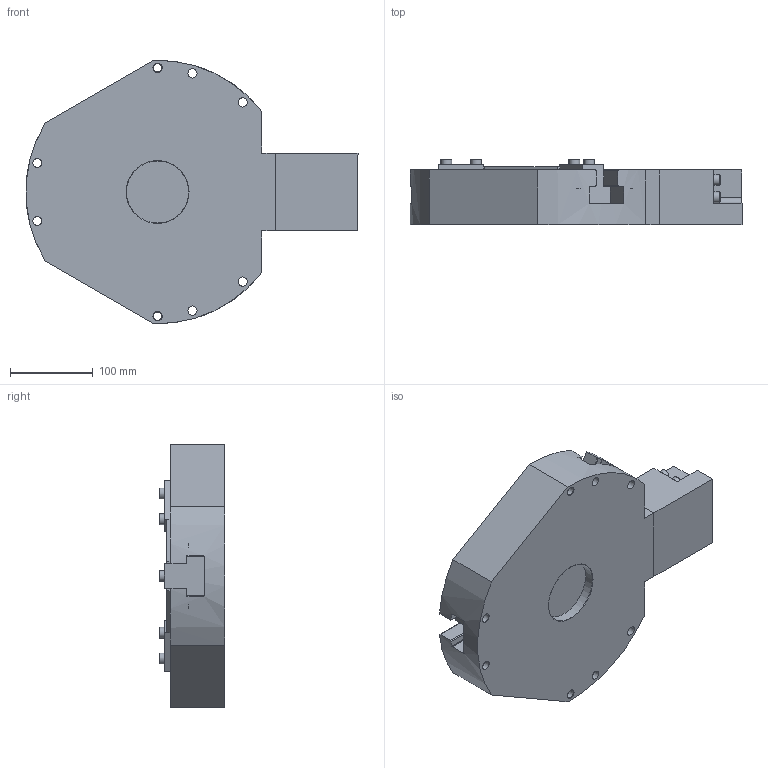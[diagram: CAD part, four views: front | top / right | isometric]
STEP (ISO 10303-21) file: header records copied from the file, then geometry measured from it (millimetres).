
FILE_DESCRIPTION((''),'2;1');
FILE_NAME('MCL 50_2.stp','2015-11-13T14:11:42',('BOLOGNESE'),(''),'Autodesk Inventor 2010','Autodesk Inventor 2010','');
FILE_SCHEMA(('AUTOMOTIVE_DESIGN { 1 0 10303 214 1 1 1 1 }'));
Length unit declared in the file: millimetre
Products named in the file (4): MCL 50_2; Corpo; Cilindro esterno; Griffa
Assembly tree (5 placements, depth 2):
  MCL 50_2
    Corpo
    Cilindro esterno
    Griffa  x3
Bounding box: 400.8 x 79 x 317.86 mm (x, y, z)
Volume: 5106303 mm3; surface area: 431900.6 mm2
Topology: 5 solids, 5 shells, 298 faces, 757 edges, 488 vertices
Faces by surface type: plane 196, cylinder 55, bspline 26, cone 15, torus 6
Full cylindrical faces by diameter (mm): 10 x10, 11 x8, 13 x10, 17 x6, 70 x1, 75 x1
Entity records: 6592 total; most frequent: CARTESIAN_POINT 1495, DIRECTION 1014, ORIENTED_EDGE 960, EDGE_CURVE 480, AXIS2_PLACEMENT_3D 351, VERTEX_POINT 340, VECTOR 312, LINE 312
